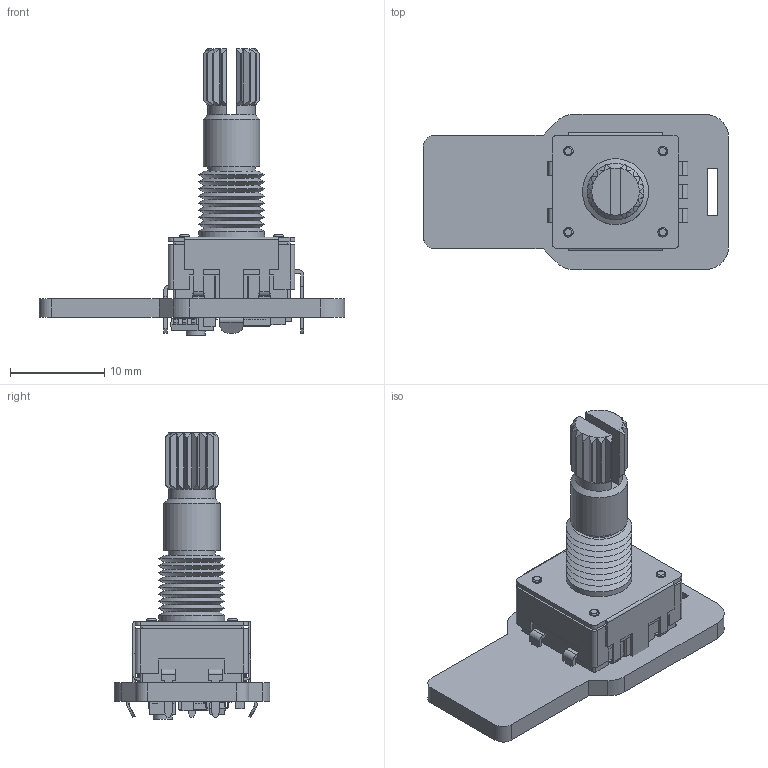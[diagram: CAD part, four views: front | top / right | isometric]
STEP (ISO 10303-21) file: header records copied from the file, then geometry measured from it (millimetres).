
FILE_DESCRIPTION(/* description */ (''),/* implementation_level */ '2;1');
FILE_NAME(/* name */ '4964 Rotary Trinkey.step',/* time_stamp */ '2021-05-26T15:20:34-04:00',/* author */ (''),/* organization */ (''),/* preprocessor_version */ 'ST-DEVELOPER v18.1',/* originating_system */ 'Autodesk Translation Framework v10.9.0.1377',/* authorisation */ '');
FILE_SCHEMA (('AUTOMOTIVE_DESIGN { 1 0 10303 214 3 1 1 }'));
Length unit declared in the file: millimetre
Products named in the file (10): Rotary Trinkey; PCB Component; Board; 10uF; reset; ATSAMD21E; 1uF; AP2112K-3.3; PEC11; WS2812B_SK6805_1515
Assembly tree (11 placements, depth 3):
  Rotary Trinkey
    PCB Component
      Board
      10uF  x2
      reset
      ATSAMD21E
      1uF  x2
      AP2112K-3.3
      PEC11
      WS2812B_SK6805_1515
Bounding box: 32.38 x 16.51 x 30.4 mm (x, y, z)
Volume: 2497.1 mm3; surface area: 2985.8 mm2
Topology: 35 solids, 35 shells, 1014 faces, 2631 edges, 1716 vertices
Faces by surface type: plane 788, cylinder 172, cone 50, torus 4
Full cylindrical faces by diameter (mm): 0.394 x4, 0.5 x11, 1 x9, 2 x1, 5 x1, 6 x1, 7 x1
Entity records: 30884 total; most frequent: CARTESIAN_POINT 5527, ORIENTED_EDGE 5118, DIRECTION 4941, EDGE_CURVE 2559, LINE 2047, VECTOR 2047, VERTEX_POINT 1668, AXIS2_PLACEMENT_3D 1447
